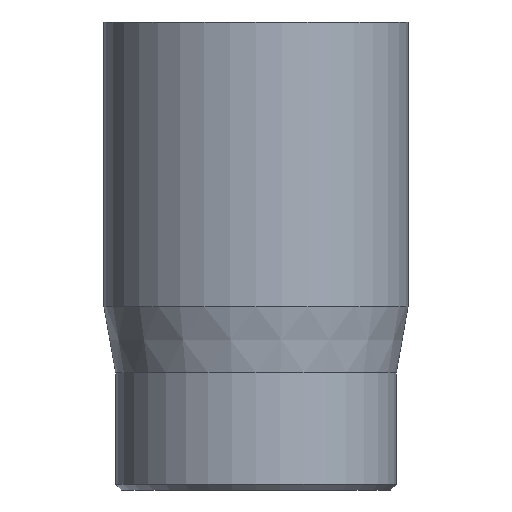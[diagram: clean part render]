
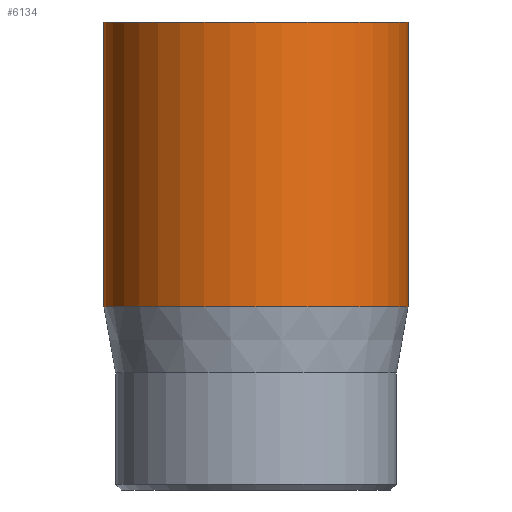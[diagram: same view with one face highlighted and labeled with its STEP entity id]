
A CAD part, front view. The second image highlights one B-rep face of the part: STEP entity #6134.
In plain terms, the highlighted cylindrical face has radius 1.3 mm (diameter 2.6 mm), a full revolution.
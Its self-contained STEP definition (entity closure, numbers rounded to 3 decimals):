
#797=CYLINDRICAL_SURFACE('',#6358,1.3);
#1079=FACE_OUTER_BOUND('',#1439,.T.);
#1439=EDGE_LOOP('',(#5546,#5547,#5548,#5549,#5550));
#1897=LINE('',#11188,#2375);
#2375=VECTOR('',#7024,1.3);
#2462=CIRCLE('',#6341,1.3);
#2468=CIRCLE('',#6356,1.3);
#2469=CIRCLE('',#6357,1.3);
#2988=VERTEX_POINT('',#11158);
#2994=VERTEX_POINT('',#11182);
#2995=VERTEX_POINT('',#11183);
#3852=EDGE_CURVE('',#2988,#2988,#2462,.T.);
#3861=EDGE_CURVE('',#2994,#2995,#2468,.T.);
#3862=EDGE_CURVE('',#2995,#2994,#2469,.T.);
#3864=EDGE_CURVE('',#2988,#2994,#1897,.T.);
#5546=ORIENTED_EDGE('',*,*,#3852,.T.);
#5547=ORIENTED_EDGE('',*,*,#3864,.T.);
#5548=ORIENTED_EDGE('',*,*,#3861,.T.);
#5549=ORIENTED_EDGE('',*,*,#3862,.T.);
#5550=ORIENTED_EDGE('',*,*,#3864,.F.);
#6134=ADVANCED_FACE('',(#1079),#797,.T.);
#6341=AXIS2_PLACEMENT_3D('',#11159,#6984,#6985);
#6356=AXIS2_PLACEMENT_3D('',#11184,#7017,#7018);
#6357=AXIS2_PLACEMENT_3D('',#11185,#7019,#7020);
#6358=AXIS2_PLACEMENT_3D('',#11187,#7022,#7023);
#6984=DIRECTION('center_axis',(0.,0.,-1.));
#6985=DIRECTION('ref_axis',(-1.,0.,0.));
#7017=DIRECTION('center_axis',(0.,0.,1.));
#7018=DIRECTION('ref_axis',(-1.,0.,0.));
#7019=DIRECTION('center_axis',(0.,0.,1.));
#7020=DIRECTION('ref_axis',(-1.,0.,0.));
#7022=DIRECTION('center_axis',(0.,0.,1.));
#7023=DIRECTION('ref_axis',(-1.,0.,0.));
#7024=DIRECTION('',(0.,0.,-1.));
#11158=CARTESIAN_POINT('',(1.3,0.,4.));
#11159=CARTESIAN_POINT('Origin',(0.,0.,4.));
#11182=CARTESIAN_POINT('',(1.3,0.,1.567));
#11183=CARTESIAN_POINT('',(-1.3,0.,1.567));
#11184=CARTESIAN_POINT('Origin',(0.,0.,1.567));
#11185=CARTESIAN_POINT('Origin',(0.,0.,1.567));
#11187=CARTESIAN_POINT('Origin',(0.,0.,0.));
#11188=CARTESIAN_POINT('',(1.3,0.,0.));
